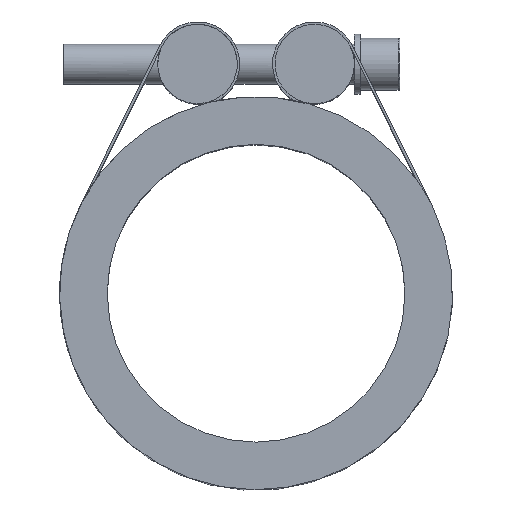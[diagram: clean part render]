
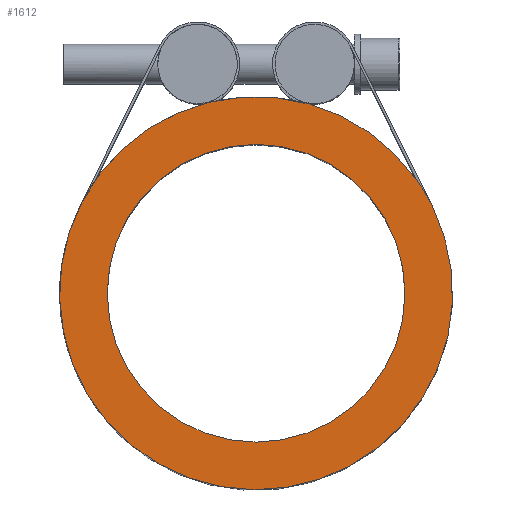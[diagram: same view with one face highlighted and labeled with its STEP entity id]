
A CAD part, top view. The second image highlights one B-rep face of the part: STEP entity #1612.
In plain terms, the highlighted planar face has unit normal (0, 0, 1).
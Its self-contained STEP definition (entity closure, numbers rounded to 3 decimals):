
#322=PLANE('',#1756);
#420=FACE_BOUND('',#598,.T.);
#468=FACE_OUTER_BOUND('',#597,.T.);
#597=EDGE_LOOP('',(#1317));
#598=EDGE_LOOP('',(#1318));
#690=CIRCLE('',#1751,49.5);
#692=CIRCLE('',#1754,37.5);
#830=VERTEX_POINT('',#2853);
#832=VERTEX_POINT('',#2858);
#1006=EDGE_CURVE('',#830,#830,#690,.T.);
#1008=EDGE_CURVE('',#832,#832,#692,.T.);
#1317=ORIENTED_EDGE('',*,*,#1006,.F.);
#1318=ORIENTED_EDGE('',*,*,#1008,.T.);
#1612=ADVANCED_FACE('',(#468,#420),#322,.T.);
#1751=AXIS2_PLACEMENT_3D('',#2854,#2087,#2088);
#1754=AXIS2_PLACEMENT_3D('',#2859,#2093,#2094);
#1756=AXIS2_PLACEMENT_3D('',#2861,#2097,#2098);
#2087=DIRECTION('center_axis',(0.,0.,-1.));
#2088=DIRECTION('ref_axis',(1.,0.,0.));
#2093=DIRECTION('center_axis',(0.,0.,-1.));
#2094=DIRECTION('ref_axis',(-1.,0.,0.));
#2097=DIRECTION('center_axis',(0.,0.,1.));
#2098=DIRECTION('ref_axis',(1.,0.,0.));
#2853=CARTESIAN_POINT('',(40.376,28.636,47.));
#2854=CARTESIAN_POINT('Origin',(0.,0.,47.));
#2858=CARTESIAN_POINT('',(37.5,0.,47.));
#2859=CARTESIAN_POINT('Origin',(0.,0.,47.));
#2861=CARTESIAN_POINT('Origin',(0.,2.713,47.));
